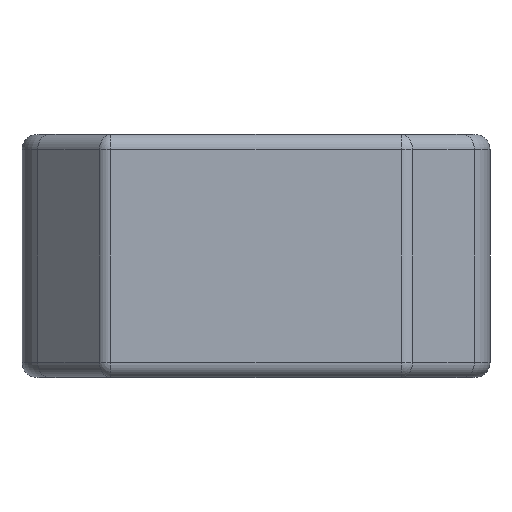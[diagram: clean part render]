
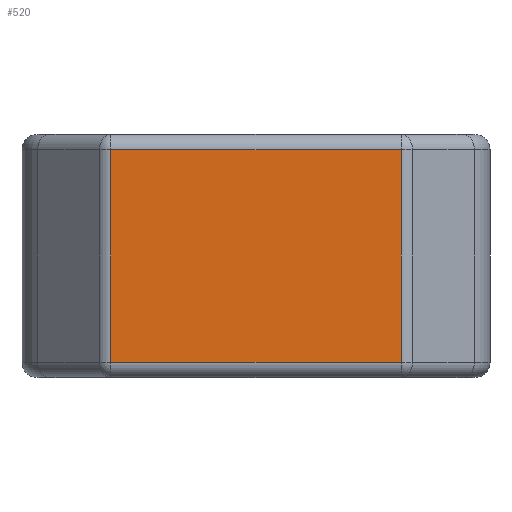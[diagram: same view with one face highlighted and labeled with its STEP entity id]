
A CAD part, front view. The second image highlights one B-rep face of the part: STEP entity #520.
In plain terms, the highlighted planar face has unit normal (0, -1, 0).
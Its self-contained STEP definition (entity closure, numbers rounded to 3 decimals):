
#77 = CARTESIAN_POINT ( 'NONE',  ( -5., -5., 3.5 ) ) ;
#117 = DIRECTION ( 'NONE',  ( -1., 0., 0. ) ) ;
#120 = ORIENTED_EDGE ( 'NONE', *, *, #932, .T. ) ;
#187 = ORIENTED_EDGE ( 'NONE', *, *, #511, .T. ) ;
#200 = CARTESIAN_POINT ( 'NONE',  ( -4.777, -5., -3.5 ) ) ;
#222 = CARTESIAN_POINT ( 'NONE',  ( 4.777, -5., 3.5 ) ) ;
#223 = EDGE_LOOP ( 'NONE', ( #120, #407, #187, #1088 ) ) ;
#332 = DIRECTION ( 'NONE',  ( 0., 0., -1. ) ) ;
#349 = AXIS2_PLACEMENT_3D ( 'NONE', #660, #913, #117 ) ;
#386 = LINE ( 'NONE', #1103, #435 ) ;
#405 = CARTESIAN_POINT ( 'NONE',  ( 5., -5., -3.5 ) ) ;
#407 = ORIENTED_EDGE ( 'NONE', *, *, #880, .T. ) ;
#435 = VECTOR ( 'NONE', #905, 1000. ) ;
#474 = VECTOR ( 'NONE', #332, 1000. ) ;
#494 = LINE ( 'NONE', #405, #1101 ) ;
#508 = CARTESIAN_POINT ( 'NONE',  ( -4.777, -5., 4. ) ) ;
#511 = EDGE_CURVE ( 'NONE', #711, #976, #386, .T. ) ;
#520 = ADVANCED_FACE ( 'NONE', ( #742 ), #1105, .F. ) ;
#604 = VERTEX_POINT ( 'NONE', #200 ) ;
#660 = CARTESIAN_POINT ( 'NONE',  ( -5., -5., 4. ) ) ;
#711 = VERTEX_POINT ( 'NONE', #1060 ) ;
#742 = FACE_OUTER_BOUND ( 'NONE', #223, .T. ) ;
#857 = VECTOR ( 'NONE', #875, 1000. ) ;
#875 = DIRECTION ( 'NONE',  ( -1., 0., 0. ) ) ;
#880 = EDGE_CURVE ( 'NONE', #604, #711, #494, .T. ) ;
#905 = DIRECTION ( 'NONE',  ( 0., 0., 1. ) ) ;
#913 = DIRECTION ( 'NONE',  ( 0., 1., 0. ) ) ;
#932 = EDGE_CURVE ( 'NONE', #1017, #604, #953, .T. ) ;
#953 = LINE ( 'NONE', #508, #474 ) ;
#976 = VERTEX_POINT ( 'NONE', #222 ) ;
#988 = EDGE_CURVE ( 'NONE', #976, #1017, #1051, .T. ) ;
#1017 = VERTEX_POINT ( 'NONE', #1144 ) ;
#1051 = LINE ( 'NONE', #77, #857 ) ;
#1060 = CARTESIAN_POINT ( 'NONE',  ( 4.777, -5., -3.5 ) ) ;
#1088 = ORIENTED_EDGE ( 'NONE', *, *, #988, .T. ) ;
#1101 = VECTOR ( 'NONE', #1120, 1000. ) ;
#1103 = CARTESIAN_POINT ( 'NONE',  ( 4.777, -5., 4. ) ) ;
#1105 = PLANE ( 'NONE',  #349 ) ;
#1120 = DIRECTION ( 'NONE',  ( 1., 0., 0. ) ) ;
#1144 = CARTESIAN_POINT ( 'NONE',  ( -4.777, -5., 3.5 ) ) ;
